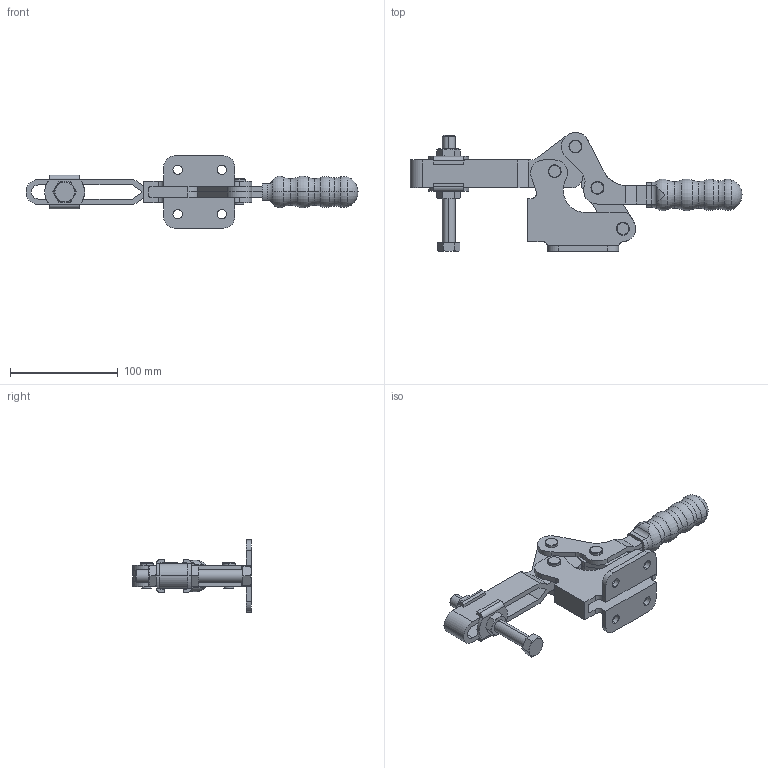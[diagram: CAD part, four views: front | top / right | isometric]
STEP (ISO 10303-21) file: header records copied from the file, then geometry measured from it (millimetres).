
FILE_DESCRIPTION (( 'STEP AP214' ), '1' );
FILE_NAME ('GH-24502-B(Â²¤Æ).STEP', '2020-07-13T03:13:13', ( 'LinWei' ), ( '' ), 'SwSTEP 2.0', 'SolidWorks 2016', '' );
FILE_SCHEMA (( 'AUTOMOTIVE_DESIGN' ));
Length unit declared in the file: millimetre
Products named in the file (6): 124502B08-1^GH-24502-B(簡化); Group5^GH-24502-B(簡化); Group4^GH-24502-B(簡化); Group2^GH-24502-B(簡化); Group1^GH-24502-B(簡化); GH-24502-B(簡化)
Assembly tree (5 placements, depth 2):
  GH-24502-B(簡化)
    Group1^GH-24502-B(簡化)
    Group2^GH-24502-B(簡化)
    Group4^GH-24502-B(簡化)
    Group5^GH-24502-B(簡化)
    124502B08-1^GH-24502-B(簡化)
Bounding box: 308.7 x 110.43 x 67 mm (x, y, z)
Volume: 203138.3 mm3; surface area: 91526.5 mm2
Topology: 4 solids, 7 shells, 369 faces, 926 edges, 586 vertices
Faces by surface type: cylinder 145, plane 141, cone 58, torus 23, sphere 2
Entity records: 12608 total; most frequent: CARTESIAN_POINT 2483, DIRECTION 1953, ORIENTED_EDGE 1852, EDGE_CURVE 926, AXIS2_PLACEMENT_3D 752, VERTEX_POINT 586, LINE 449, VECTOR 449
